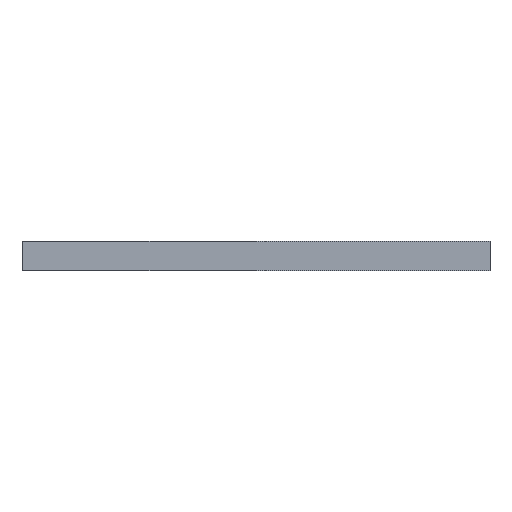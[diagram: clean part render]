
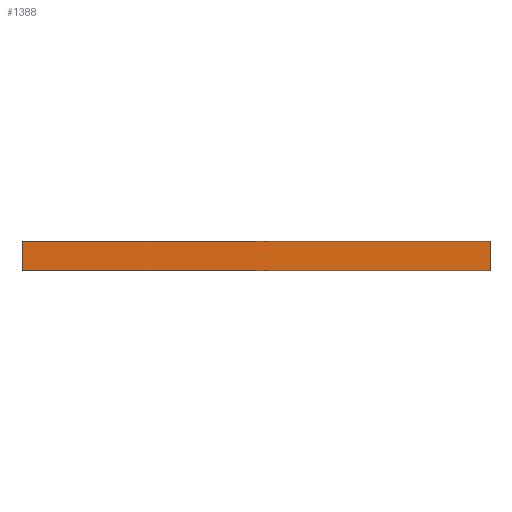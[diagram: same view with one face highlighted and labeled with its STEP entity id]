
A CAD part, front view. The second image highlights one B-rep face of the part: STEP entity #1388.
In plain terms, the highlighted planar face has unit normal (0, -1, 0).
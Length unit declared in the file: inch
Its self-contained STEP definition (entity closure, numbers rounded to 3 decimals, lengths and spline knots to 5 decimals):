
#108 = LINE ( 'NONE', #568, #1374 ) ;
#187 = CARTESIAN_POINT ( 'NONE',  ( 1., 0., 0.03125 ) ) ;
#350 = ORIENTED_EDGE ( 'NONE', *, *, #1244, .F. ) ;
#393 = CARTESIAN_POINT ( 'NONE',  ( 0., 0., -0.03125 ) ) ;
#430 = PLANE ( 'NONE',  #1352 ) ;
#435 = VERTEX_POINT ( 'NONE', #1268 ) ;
#437 = EDGE_CURVE ( 'NONE', #708, #440, #852, .T. ) ;
#440 = VERTEX_POINT ( 'NONE', #393 ) ;
#453 = EDGE_CURVE ( 'NONE', #708, #1661, #1028, .T. ) ;
#534 = FACE_OUTER_BOUND ( 'NONE', #1641, .T. ) ;
#568 = CARTESIAN_POINT ( 'NONE',  ( 0., 0., -0.03125 ) ) ;
#697 = CARTESIAN_POINT ( 'NONE',  ( 0., 0., 0.03125 ) ) ;
#708 = VERTEX_POINT ( 'NONE', #697 ) ;
#833 = ORIENTED_EDGE ( 'NONE', *, *, #437, .T. ) ;
#836 = DIRECTION ( 'NONE',  ( 1., 0., 0. ) ) ;
#851 = EDGE_CURVE ( 'NONE', #440, #435, #108, .T. ) ;
#852 = LINE ( 'NONE', #1591, #1917 ) ;
#1028 = LINE ( 'NONE', #1441, #1579 ) ;
#1118 = DIRECTION ( 'NONE',  ( 0., 0., -1. ) ) ;
#1160 = VECTOR ( 'NONE', #1259, 39.37008 ) ;
#1244 = EDGE_CURVE ( 'NONE', #1661, #435, #1565, .T. ) ;
#1259 = DIRECTION ( 'NONE',  ( 0., 0., -1. ) ) ;
#1268 = CARTESIAN_POINT ( 'NONE',  ( 1., 0., -0.03125 ) ) ;
#1312 = DIRECTION ( 'NONE',  ( 1., 0., 0. ) ) ;
#1352 = AXIS2_PLACEMENT_3D ( 'NONE', #1455, #1912, #1904 ) ;
#1374 = VECTOR ( 'NONE', #1312, 39.37008 ) ;
#1388 = ADVANCED_FACE ( 'NONE', ( #534 ), #430, .F. ) ;
#1402 = CARTESIAN_POINT ( 'NONE',  ( 1., 0., 0.03125 ) ) ;
#1441 = CARTESIAN_POINT ( 'NONE',  ( 0., 0., 0.03125 ) ) ;
#1455 = CARTESIAN_POINT ( 'NONE',  ( 0., 0., 0.03125 ) ) ;
#1565 = LINE ( 'NONE', #1402, #1160 ) ;
#1579 = VECTOR ( 'NONE', #836, 39.37008 ) ;
#1580 = ORIENTED_EDGE ( 'NONE', *, *, #453, .F. ) ;
#1591 = CARTESIAN_POINT ( 'NONE',  ( 0., 0., 0.03125 ) ) ;
#1641 = EDGE_LOOP ( 'NONE', ( #1822, #350, #1580, #833 ) ) ;
#1661 = VERTEX_POINT ( 'NONE', #187 ) ;
#1822 = ORIENTED_EDGE ( 'NONE', *, *, #851, .T. ) ;
#1904 = DIRECTION ( 'NONE',  ( 0., 0., 1. ) ) ;
#1912 = DIRECTION ( 'NONE',  ( 0., 1., 0. ) ) ;
#1917 = VECTOR ( 'NONE', #1118, 39.37008 ) ;
